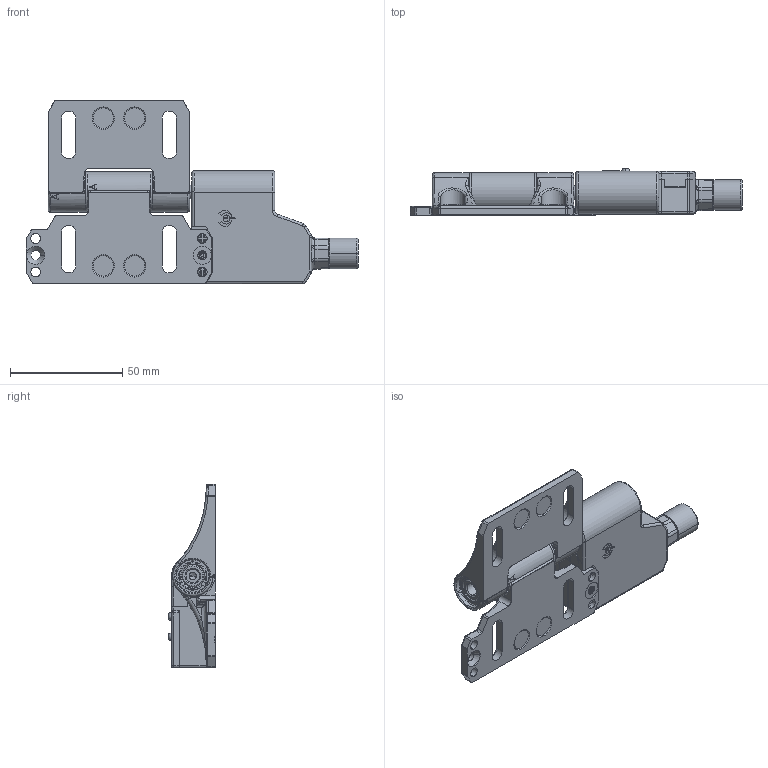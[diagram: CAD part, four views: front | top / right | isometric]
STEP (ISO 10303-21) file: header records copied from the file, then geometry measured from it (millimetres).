
FILE_DESCRIPTION((''),'2;1');
FILE_NAME('6073200011_SW0001','2010-07-08T',('T.Romberg'),(''),'PRO/ENGINEER BY PARAMETRIC TECHNOLOGY CORPORATION, 2005070','PRO/ENGINEER BY PARAMETRIC TECHNOLOGY CORPORATION, 2005070','');
FILE_SCHEMA(('AUTOMOTIVE_DESIGN_CC2 { 1 2 10303 214 -1 1 5 2 }'));
Length unit declared in the file: millimetre
Products named in the file (1): 6073200011_SW0001
Bounding box: 148.2 x 20.7 x 82 mm (x, y, z)
Surface area: 27321.3 mm2 (no closed solid volume)
Topology: 0 solids, 29 shells, 851 faces, 2387 edges, 1564 vertices
Faces by surface type: cylinder 315, plane 284, torus 101, bspline 101, cone 28, sphere 22
Entity records: 46856 total; most frequent: CARTESIAN_POINT 11078, DIRECTION 4396, ORIENTED_EDGE 4251, PRESENTATION_STYLE_ASSIGNMENT 3247, STYLED_ITEM 2396, CURVE_STYLE 2379, EDGE_CURVE 2379, AXIS2_PLACEMENT_3D 1639
